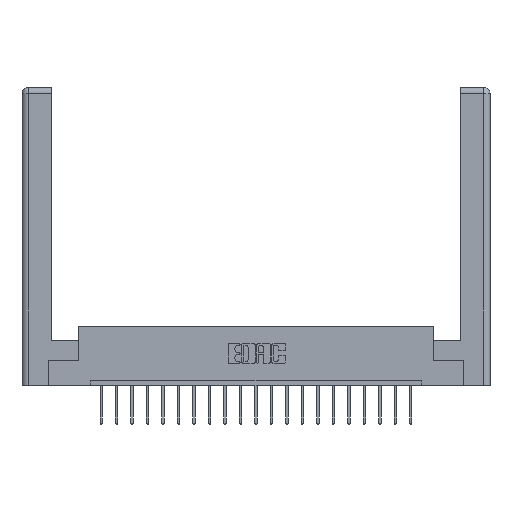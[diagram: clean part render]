
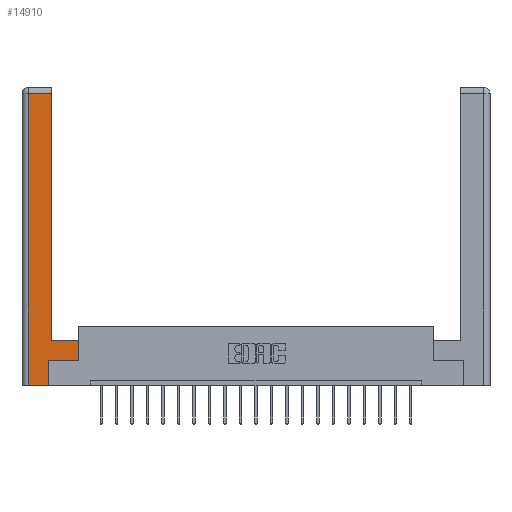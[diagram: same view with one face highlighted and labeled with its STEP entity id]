
A CAD part, top view. The second image highlights one B-rep face of the part: STEP entity #14910.
In plain terms, the highlighted planar face has unit normal (0, 0, 1).
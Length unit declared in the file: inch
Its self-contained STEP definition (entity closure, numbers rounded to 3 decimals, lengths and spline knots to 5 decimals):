
#20 = CARTESIAN_POINT ( 'NONE',  ( 0.265, 0.245, 0. ) ) ;
#206 = ORIENTED_EDGE ( 'NONE', *, *, #4534, .T. ) ;
#235 = VERTEX_POINT ( 'NONE', #4863 ) ;
#1086 = ORIENTED_EDGE ( 'NONE', *, *, #2599, .T. ) ;
#2077 = VERTEX_POINT ( 'NONE', #2332 ) ;
#2332 = CARTESIAN_POINT ( 'NONE',  ( 0.565, 0.45, 0. ) ) ;
#2535 = VECTOR ( 'NONE', #14628, 39.37008 ) ;
#2599 = EDGE_CURVE ( 'NONE', #2077, #17424, #18480, .T. ) ;
#2893 = VECTOR ( 'NONE', #7376, 39.37008 ) ;
#3066 = VERTEX_POINT ( 'NONE', #7006 ) ;
#3142 = LINE ( 'NONE', #13012, #19403 ) ;
#3153 = EDGE_CURVE ( 'NONE', #235, #17192, #9051, .T. ) ;
#4129 = LINE ( 'NONE', #10570, #2893 ) ;
#4534 = EDGE_CURVE ( 'NONE', #12689, #8810, #16883, .T. ) ;
#4863 = CARTESIAN_POINT ( 'NONE',  ( 0.265, 0.245, 0. ) ) ;
#5323 = DIRECTION ( 'NONE',  ( -1., 0., 0. ) ) ;
#5330 = LINE ( 'NONE', #20, #2535 ) ;
#5536 = EDGE_CURVE ( 'NONE', #3066, #12689, #10250, .T. ) ;
#7006 = CARTESIAN_POINT ( 'NONE',  ( 0.295, 2.94, 0. ) ) ;
#7289 = CARTESIAN_POINT ( 'NONE',  ( 0.565, 0.245, 0. ) ) ;
#7376 = DIRECTION ( 'NONE',  ( 1., 0., 0. ) ) ;
#7434 = DIRECTION ( 'NONE',  ( 1., 0., 0. ) ) ;
#7759 = EDGE_CURVE ( 'NONE', #17424, #3066, #3142, .T. ) ;
#7809 = VECTOR ( 'NONE', #7434, 39.37008 ) ;
#8105 = DIRECTION ( 'NONE',  ( 0., 1., 0. ) ) ;
#8810 = VERTEX_POINT ( 'NONE', #13875 ) ;
#8961 = VERTEX_POINT ( 'NONE', #19139 ) ;
#9051 = LINE ( 'NONE', #7289, #7809 ) ;
#9095 = CARTESIAN_POINT ( 'NONE',  ( 0.295, 0.45, 0. ) ) ;
#9830 = EDGE_CURVE ( 'NONE', #8961, #235, #5330, .T. ) ;
#10250 = LINE ( 'NONE', #15145, #20149 ) ;
#10570 = CARTESIAN_POINT ( 'NONE',  ( 0.265, 0., 0. ) ) ;
#11572 = CARTESIAN_POINT ( 'NONE',  ( 0.0615, 2.94, 0. ) ) ;
#11754 = CARTESIAN_POINT ( 'NONE',  ( 0.565, 0.245, 0. ) ) ;
#11939 = CARTESIAN_POINT ( 'NONE',  ( 0., 0., 0. ) ) ;
#12062 = DIRECTION ( 'NONE',  ( 0., -1., 0. ) ) ;
#12689 = VERTEX_POINT ( 'NONE', #11572 ) ;
#12814 = ORIENTED_EDGE ( 'NONE', *, *, #7759, .T. ) ;
#12909 = VECTOR ( 'NONE', #13838, 39.37008 ) ;
#13012 = CARTESIAN_POINT ( 'NONE',  ( 0.295, 3., 0. ) ) ;
#13253 = EDGE_LOOP ( 'NONE', ( #12814, #18190, #206, #19794, #20496, #14293, #15842, #1086 ) ) ;
#13838 = DIRECTION ( 'NONE',  ( 0., 1., 0. ) ) ;
#13875 = CARTESIAN_POINT ( 'NONE',  ( 0.0615, 0., 0. ) ) ;
#14293 = ORIENTED_EDGE ( 'NONE', *, *, #3153, .T. ) ;
#14444 = VECTOR ( 'NONE', #19697, 39.37008 ) ;
#14628 = DIRECTION ( 'NONE',  ( 0., 1., 0. ) ) ;
#14910 = ADVANCED_FACE ( 'NONE', ( #18575 ), #18188, .F. ) ;
#14960 = CARTESIAN_POINT ( 'NONE',  ( 0.295, 0.45, 0. ) ) ;
#15075 = DIRECTION ( 'NONE',  ( 0., 0., -1. ) ) ;
#15145 = CARTESIAN_POINT ( 'NONE',  ( 0.0615, 2.94, 0. ) ) ;
#15215 = DIRECTION ( 'NONE',  ( -1., 0., 0. ) ) ;
#15263 = CARTESIAN_POINT ( 'NONE',  ( 0.0615, 0., 0. ) ) ;
#15842 = ORIENTED_EDGE ( 'NONE', *, *, #16928, .T. ) ;
#16529 = AXIS2_PLACEMENT_3D ( 'NONE', #11939, #15075, #5323 ) ;
#16883 = LINE ( 'NONE', #15263, #19167 ) ;
#16928 = EDGE_CURVE ( 'NONE', #17192, #2077, #17223, .T. ) ;
#17095 = CARTESIAN_POINT ( 'NONE',  ( 0.565, 0.45, 0. ) ) ;
#17192 = VERTEX_POINT ( 'NONE', #11754 ) ;
#17223 = LINE ( 'NONE', #17095, #12909 ) ;
#17424 = VERTEX_POINT ( 'NONE', #9095 ) ;
#18188 = PLANE ( 'NONE',  #16529 ) ;
#18190 = ORIENTED_EDGE ( 'NONE', *, *, #5536, .T. ) ;
#18480 = LINE ( 'NONE', #14960, #14444 ) ;
#18575 = FACE_OUTER_BOUND ( 'NONE', #13253, .T. ) ;
#19031 = EDGE_CURVE ( 'NONE', #8810, #8961, #4129, .T. ) ;
#19139 = CARTESIAN_POINT ( 'NONE',  ( 0.265, 0., 0. ) ) ;
#19167 = VECTOR ( 'NONE', #12062, 39.37008 ) ;
#19403 = VECTOR ( 'NONE', #8105, 39.37008 ) ;
#19697 = DIRECTION ( 'NONE',  ( -1., 0., 0. ) ) ;
#19794 = ORIENTED_EDGE ( 'NONE', *, *, #19031, .T. ) ;
#20149 = VECTOR ( 'NONE', #15215, 39.37008 ) ;
#20496 = ORIENTED_EDGE ( 'NONE', *, *, #9830, .T. ) ;
